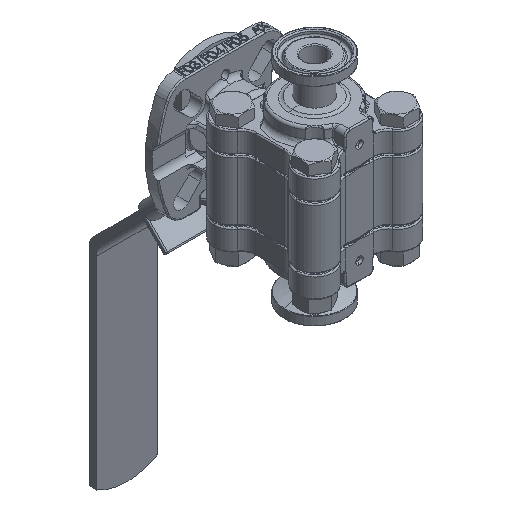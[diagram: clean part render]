
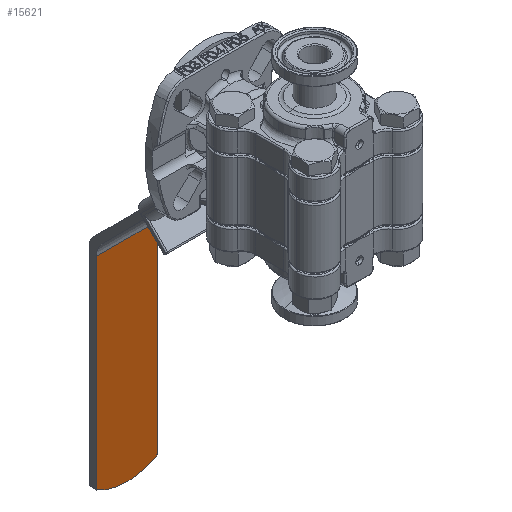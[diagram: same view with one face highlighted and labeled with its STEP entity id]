
A CAD part, isometric view. The second image highlights one B-rep face of the part: STEP entity #15621.
In plain terms, the highlighted planar face has unit normal (0, -1, 0).
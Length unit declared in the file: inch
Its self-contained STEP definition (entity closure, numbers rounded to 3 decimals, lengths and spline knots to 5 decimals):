
#510 = ORIENTED_EDGE ( 'NONE', *, *, #68943, .T. ) ;
#1742 = CARTESIAN_POINT ( 'NONE',  ( -0.49213, 3.04331, -5.67522 ) ) ;
#4713 = DIRECTION ( 'NONE',  ( 0., 1., 0. ) ) ;
#9859 = CIRCLE ( 'NONE', #28249, 0.98425 ) ;
#10264 = DIRECTION ( 'NONE',  ( 0., 1., 0. ) ) ;
#10510 = CARTESIAN_POINT ( 'NONE',  ( 0., 3.04331, -4.82283 ) ) ;
#14466 = ORIENTED_EDGE ( 'NONE', *, *, #32521, .F. ) ;
#15621 = ADVANCED_FACE ( 'NONE', ( #54592 ), #59104, .F. ) ;
#16396 = LINE ( 'NONE', #22109, #48134 ) ;
#16408 = VERTEX_POINT ( 'NONE', #21940 ) ;
#18410 = VECTOR ( 'NONE', #23053, 39.37008 ) ;
#21495 = DIRECTION ( 'NONE',  ( 0., 0., 1. ) ) ;
#21940 = CARTESIAN_POINT ( 'NONE',  ( 0.49213, 3.04331, -5.67522 ) ) ;
#22109 = CARTESIAN_POINT ( 'NONE',  ( -0.49213, 3.04331, -2.39424 ) ) ;
#22187 = CARTESIAN_POINT ( 'NONE',  ( 0.49213, 3.04331, -2.39424 ) ) ;
#23053 = DIRECTION ( 'NONE',  ( -1., 0., 0. ) ) ;
#28249 = AXIS2_PLACEMENT_3D ( 'NONE', #10510, #10264, #21495 ) ;
#28612 = CARTESIAN_POINT ( 'NONE',  ( 0.49213, 3.04331, -2.39424 ) ) ;
#29502 = LINE ( 'NONE', #22187, #57055 ) ;
#32521 = EDGE_CURVE ( 'NONE', #38487, #16408, #29502, .T. ) ;
#36705 = DIRECTION ( 'NONE',  ( 0., 0., -1. ) ) ;
#38194 = DIRECTION ( 'NONE',  ( 0., 0., -1. ) ) ;
#38487 = VERTEX_POINT ( 'NONE', #49155 ) ;
#42473 = EDGE_LOOP ( 'NONE', ( #67647, #14466, #510, #70629 ) ) ;
#43166 = EDGE_CURVE ( 'NONE', #16408, #63171, #9859, .T. ) ;
#45861 = LINE ( 'NONE', #28612, #18410 ) ;
#48134 = VECTOR ( 'NONE', #38194, 39.37008 ) ;
#48495 = CARTESIAN_POINT ( 'NONE',  ( 0.49213, 3.04331, -2.39424 ) ) ;
#49155 = CARTESIAN_POINT ( 'NONE',  ( 0.49213, 3.04331, -2.39424 ) ) ;
#49592 = DIRECTION ( 'NONE',  ( 0., 0., -1. ) ) ;
#54592 = FACE_OUTER_BOUND ( 'NONE', #42473, .T. ) ;
#54808 = EDGE_CURVE ( 'NONE', #61065, #63171, #16396, .T. ) ;
#57055 = VECTOR ( 'NONE', #49592, 39.37008 ) ;
#58048 = CARTESIAN_POINT ( 'NONE',  ( -0.49213, 3.04331, -2.39424 ) ) ;
#59104 = PLANE ( 'NONE',  #68151 ) ;
#61065 = VERTEX_POINT ( 'NONE', #58048 ) ;
#63171 = VERTEX_POINT ( 'NONE', #1742 ) ;
#67647 = ORIENTED_EDGE ( 'NONE', *, *, #43166, .F. ) ;
#68151 = AXIS2_PLACEMENT_3D ( 'NONE', #48495, #4713, #36705 ) ;
#68943 = EDGE_CURVE ( 'NONE', #38487, #61065, #45861, .T. ) ;
#70629 = ORIENTED_EDGE ( 'NONE', *, *, #54808, .T. ) ;
